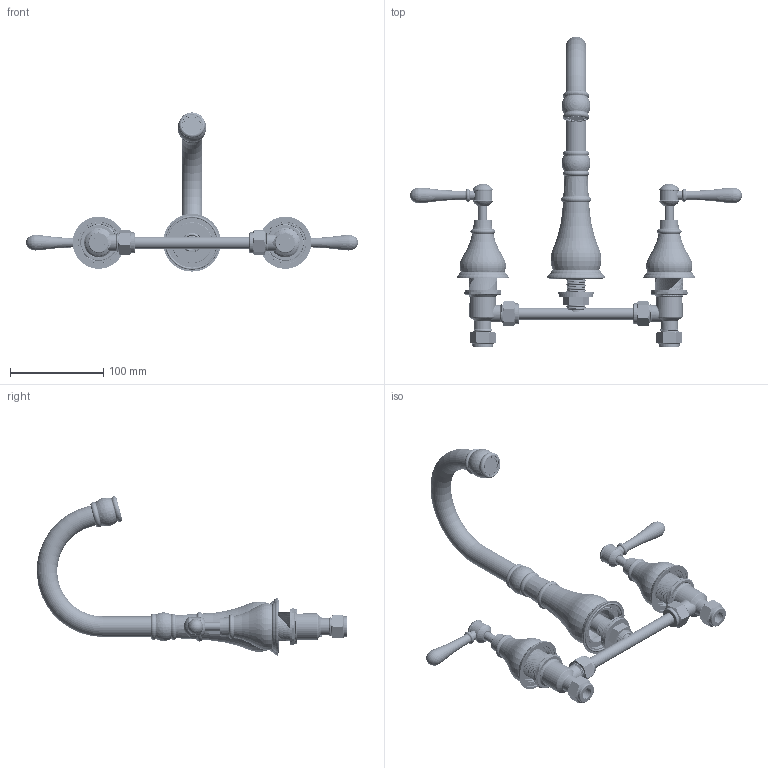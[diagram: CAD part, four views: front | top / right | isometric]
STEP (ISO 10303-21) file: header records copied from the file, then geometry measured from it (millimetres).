
FILE_DESCRIPTION (( 'STEP AP203' ), '1' );
FILE_NAME ('MV1040LCH.STEP', '2020-02-27T00:08:42', ( 'Windows 蚚誧' ), ( '' ), 'SwSTEP 2.0', 'SolidWorks 2019', '' );
FILE_SCHEMA (( 'CONFIG_CONTROL_DESIGN' ));
Length unit declared in the file: millimetre
Products named in the file (47): Z19021D00  邧參翋极; 22醱髓埴俔ㄗ爾諉ㄘ; G03008C00   概极匐褒簽; MV双把面盆钟罩组件; G07010C00  豜肣奪爾諉芛; 双把110快开面盆主体组; 110快开插齿G58阀芯（30.5阀盖）;    M70ZS00C     MV醱髓笘欶 ; MV三通面盆底帽; MV堤阨諳ㄗ郪ㄘ; M05001P00  呿蹋縐杶; MV邧參珨趼忒謫釱; G03097P00   呿蹋鞠褒簽; 邧參醱髓褒概郪; MV1040A; 5-8辦羲概郋-110酗; 58x2.5 O型圈 - UA70MV三通底帽; MV珨趼忒謫;     M70ZS02C     MV醱髓堤阨奪釱; MV1040LCH; G1-2醱髓酗諉芛;    M70ZS01C     MV醱髓笘欶蚾庉簽; 邧參醱髓奪釱郪; 醱髓埴俔郪; M16X1 22奪爾諉簽; MV22堤阨奪蟀諉璃; 28.5X22.5X1.5綻祧菜え; R02002Z00  12.7豜肣奪; 22埴俔爾諉奪; M16x1 22奪爾諉芛; G03009C00  邧參鞠褒簽;    M70SB21C    MV珨趼忒梟裝; MV22堤阨奪蟀諉璃ㄗ郪ㄘ; 邧參醱髓翋极郪; 40X32X1.5呿蹋菜え; 菜え; MV堤阨諳; 14x3 O型圈（双把紫铜管）; 170豜肣諉奪郪 R02001Z03; 臟賙M21.5X1堤阨厙 ...
Assembly tree (68 placements, depth 5):
  MV1040LCH
    双把110快开面盆主体组
      邧參醱髓翋极郪
        邧參醱髓褒概郪
          Z19021D00  邧參翋极
          G03008C00   概极匐褒簽  x2
          40X32X1.5呿蹋菜え  x2
          G03009C00  邧參鞠褒簽  x2
          M05001P00  呿蹋縐杶  x2
        邧參醱髓褒概郪
          Z19021D00  邧參翋极
          G03008C00   概极匐褒簽  x2
          40X32X1.5呿蹋菜え  x2
          G03009C00  邧參鞠褒簽  x2
          M05001P00  呿蹋縐杶  x2
        170豜肣諉奪郪 R02001Z03
          14x3 O型圈（双把紫铜管）  x2
          R02002Z00  12.7豜肣奪
          G07010C00  豜肣奪爾諉芛
      110快开插齿G58阀芯（30.5阀盖）
        5-8辦羲概郋-110酗
        辦羲30.5坶踡蹟譫
        28.5X22.5X1.5綻祧菜え
      110快开插齿G58阀芯（30.5阀盖）
        5-8辦羲概郋-110酗
        辦羲30.5坶踡蹟譫
        28.5X22.5X1.5綻祧菜え
      MV双把面盆钟罩组件
           M70ZS00C     MV醱髓笘欶 
           M70ZS01C     MV醱髓笘欶蚾庉簽
      MV双把面盆钟罩组件
           M70ZS00C     MV醱髓笘欶 
           M70ZS01C     MV醱髓笘欶蚾庉簽
      MV珨趼忒謫
        MV邧參珨趼忒謫釱
           M70SB21C    MV珨趼忒梟裝
        囀鞠褒潑芛蹟佪M5x12 (G12090G00)
      MV珨趼忒謫
        MV邧參珨趼忒謫釱
           M70SB21C    MV珨趼忒梟裝
        囀鞠褒潑芛蹟佪M5x12 (G12090G00)
    邧參醱髓奪釱郪
          M70ZS02C     MV醱髓堤阨奪釱
      MV三通面盆底帽
      G1-2醱髓酗諉芛
      G03097P00   呿蹋鞠褒簽
      菜え
      M4x5 囀鞠褒す傷蹟佪
      58x2.5 O型圈 - UA70MV三通底帽
    MV1040A
      MV堤阨諳ㄗ郪ㄘ
        MV堤阨諳
        臟賙M21.5X1堤阨厙
      醱髓埴俔郪
        MV22堤阨奪蟀諉璃ㄗ郪ㄘ
          MV22堤阨奪蟀諉璃
        22醱髓埴俔ㄗ爾諉ㄘ
          22埴俔爾諉奪
          M16X1 22奪爾諉簽
          M16x1 22奪爾諉芛
Bounding box: 356 x 332.91 x 170.75 mm (x, y, z)
Volume: 289731.3 mm3; surface area: 255454.3 mm2
Topology: 52 solids, 52 shells, 2600 faces, 6804 edges, 4398 vertices
Faces by surface type: cylinder 1227, plane 574, cone 380, torus 210, bspline 189, sphere 20
Entity records: 105445 total; most frequent: CARTESIAN_POINT 66118, ORIENTED_EDGE 7776, DIRECTION 6525, EDGE_CURVE 3888, AXIS2_PLACEMENT_3D 2646, VERTEX_POINT 2519, EDGE_LOOP 1633, ADVANCED_FACE 1504
